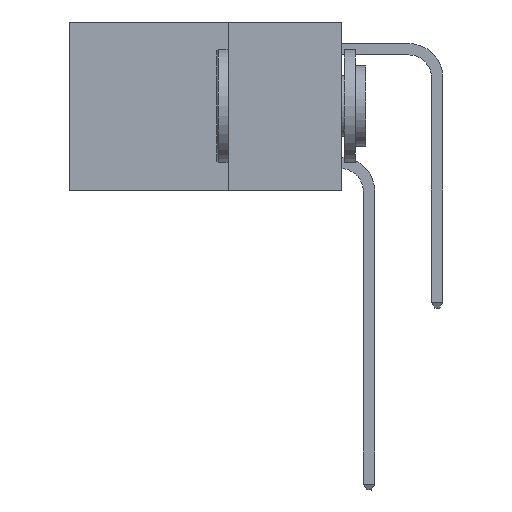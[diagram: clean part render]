
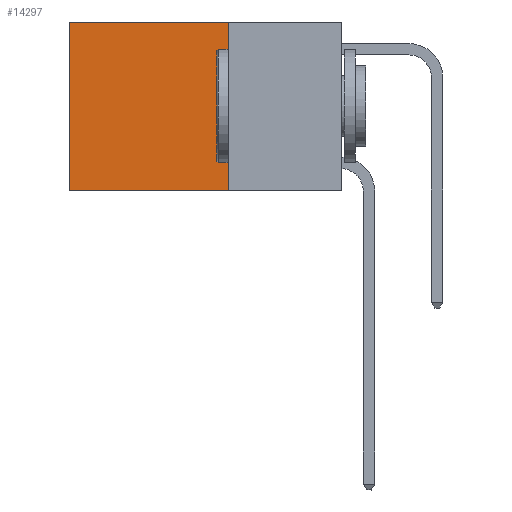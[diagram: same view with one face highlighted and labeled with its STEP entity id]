
A CAD part, left-side view. The second image highlights one B-rep face of the part: STEP entity #14297.
In plain terms, the highlighted planar face has unit normal (-1, 0, 0).
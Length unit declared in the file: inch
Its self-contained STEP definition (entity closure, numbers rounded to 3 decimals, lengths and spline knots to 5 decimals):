
#29 = VECTOR ( 'NONE', #15411, 39.37008 ) ;
#1588 = ORIENTED_EDGE ( 'NONE', *, *, #18532, .T. ) ;
#1887 = AXIS2_PLACEMENT_3D ( 'NONE', #4495, #4258, #17912 ) ;
#3174 = LINE ( 'NONE', #20924, #23327 ) ;
#3917 = CARTESIAN_POINT ( 'NONE',  ( 0.2625, 0.25, -0.37 ) ) ;
#4258 = DIRECTION ( 'NONE',  ( 1., 0., 0. ) ) ;
#4495 = CARTESIAN_POINT ( 'NONE',  ( 0.2625, 0.25, 0. ) ) ;
#4746 = ORIENTED_EDGE ( 'NONE', *, *, #25037, .F. ) ;
#5402 = EDGE_LOOP ( 'NONE', ( #1588, #4746, #17445, #21257 ) ) ;
#6390 = LINE ( 'NONE', #11377, #29 ) ;
#6465 = VECTOR ( 'NONE', #17614, 39.37008 ) ;
#6541 = VERTEX_POINT ( 'NONE', #24487 ) ;
#7675 = CARTESIAN_POINT ( 'NONE',  ( 0.2625, 0.6, -0.37 ) ) ;
#7688 = VERTEX_POINT ( 'NONE', #24050 ) ;
#10672 = VERTEX_POINT ( 'NONE', #7675 ) ;
#11377 = CARTESIAN_POINT ( 'NONE',  ( 0.2625, 0.25, 0. ) ) ;
#12005 = FACE_OUTER_BOUND ( 'NONE', #5402, .T. ) ;
#12035 = PLANE ( 'NONE',  #1887 ) ;
#12874 = DIRECTION ( 'NONE',  ( 0., 0., -1. ) ) ;
#14297 = ADVANCED_FACE ( 'NONE', ( #12005 ), #12035, .F. ) ;
#15411 = DIRECTION ( 'NONE',  ( 0., 1., 0. ) ) ;
#15456 = LINE ( 'NONE', #19776, #17615 ) ;
#17184 = EDGE_CURVE ( 'NONE', #7688, #6541, #6390, .T. ) ;
#17445 = ORIENTED_EDGE ( 'NONE', *, *, #24083, .F. ) ;
#17614 = DIRECTION ( 'NONE',  ( 0., 1., 0. ) ) ;
#17615 = VECTOR ( 'NONE', #17708, 39.37008 ) ;
#17708 = DIRECTION ( 'NONE',  ( 0., 0., -1. ) ) ;
#17912 = DIRECTION ( 'NONE',  ( 0., 0., -1. ) ) ;
#18086 = LINE ( 'NONE', #22041, #6465 ) ;
#18532 = EDGE_CURVE ( 'NONE', #6541, #10672, #15456, .T. ) ;
#18847 = VERTEX_POINT ( 'NONE', #3917 ) ;
#19776 = CARTESIAN_POINT ( 'NONE',  ( 0.2625, 0.6, 0. ) ) ;
#20924 = CARTESIAN_POINT ( 'NONE',  ( 0.2625, 0.25, 0. ) ) ;
#21257 = ORIENTED_EDGE ( 'NONE', *, *, #17184, .T. ) ;
#22041 = CARTESIAN_POINT ( 'NONE',  ( 0.2625, 0.25, -0.37 ) ) ;
#23327 = VECTOR ( 'NONE', #12874, 39.37008 ) ;
#24050 = CARTESIAN_POINT ( 'NONE',  ( 0.2625, 0.25, 0. ) ) ;
#24083 = EDGE_CURVE ( 'NONE', #7688, #18847, #3174, .T. ) ;
#24487 = CARTESIAN_POINT ( 'NONE',  ( 0.2625, 0.6, 0. ) ) ;
#25037 = EDGE_CURVE ( 'NONE', #18847, #10672, #18086, .T. ) ;
